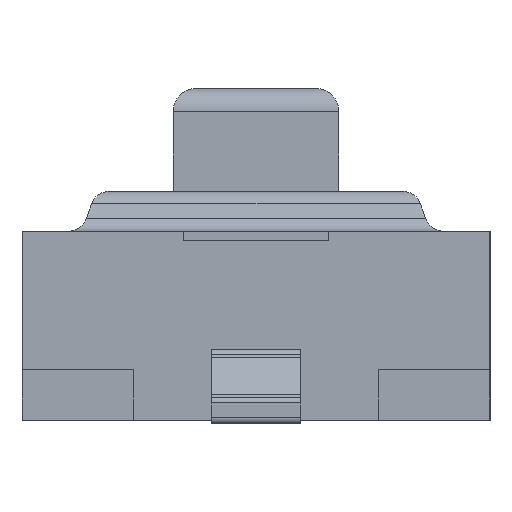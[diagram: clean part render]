
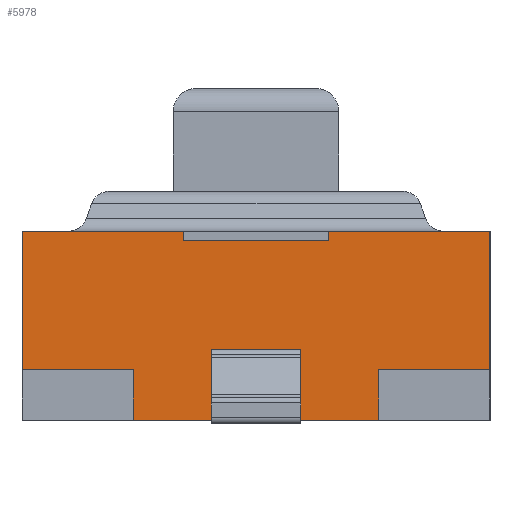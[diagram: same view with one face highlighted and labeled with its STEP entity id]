
A CAD part, left-side view. The second image highlights one B-rep face of the part: STEP entity #5978.
In plain terms, the highlighted planar face has unit normal (-1, 0, 0).
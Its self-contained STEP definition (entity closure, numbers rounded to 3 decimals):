
#433=ORIENTED_EDGE('',*,*,#1697,.T.);
#434=ORIENTED_EDGE('',*,*,#1698,.T.);
#435=ORIENTED_EDGE('',*,*,#1699,.T.);
#436=ORIENTED_EDGE('',*,*,#1700,.F.);
#437=ORIENTED_EDGE('',*,*,#1701,.T.);
#438=ORIENTED_EDGE('',*,*,#1702,.T.);
#439=ORIENTED_EDGE('',*,*,#1703,.T.);
#440=ORIENTED_EDGE('',*,*,#1704,.F.);
#441=ORIENTED_EDGE('',*,*,#1705,.F.);
#442=ORIENTED_EDGE('',*,*,#1706,.F.);
#443=ORIENTED_EDGE('',*,*,#1707,.T.);
#444=ORIENTED_EDGE('',*,*,#1708,.T.);
#445=ORIENTED_EDGE('',*,*,#1709,.F.);
#446=ORIENTED_EDGE('',*,*,#1710,.T.);
#447=ORIENTED_EDGE('',*,*,#1711,.T.);
#448=ORIENTED_EDGE('',*,*,#1712,.T.);
#1697=EDGE_CURVE('',#2329,#2330,#2749,.T.);
#1698=EDGE_CURVE('',#2330,#2331,#2750,.T.);
#1699=EDGE_CURVE('',#2331,#2332,#2751,.F.);
#1700=EDGE_CURVE('',#2329,#2332,#2752,.T.);
#1701=EDGE_CURVE('',#2333,#2334,#2753,.T.);
#1702=EDGE_CURVE('',#2334,#2335,#2754,.T.);
#1703=EDGE_CURVE('',#2335,#2336,#2755,.T.);
#1704=EDGE_CURVE('',#2337,#2336,#2756,.T.);
#1705=EDGE_CURVE('',#2338,#2337,#2757,.T.);
#1706=EDGE_CURVE('',#2339,#2338,#2758,.T.);
#1707=EDGE_CURVE('',#2339,#2340,#2759,.T.);
#1708=EDGE_CURVE('',#2340,#2341,#2760,.T.);
#1709=EDGE_CURVE('',#2342,#2341,#2761,.T.);
#1710=EDGE_CURVE('',#2342,#2343,#2762,.T.);
#1711=EDGE_CURVE('',#2343,#2344,#2763,.T.);
#1712=EDGE_CURVE('',#2344,#2333,#2764,.T.);
#2329=VERTEX_POINT('',#7427);
#2330=VERTEX_POINT('',#7428);
#2331=VERTEX_POINT('',#7430);
#2332=VERTEX_POINT('',#7432);
#2333=VERTEX_POINT('',#7435);
#2334=VERTEX_POINT('',#7436);
#2335=VERTEX_POINT('',#7438);
#2336=VERTEX_POINT('',#7440);
#2337=VERTEX_POINT('',#7442);
#2338=VERTEX_POINT('',#7444);
#2339=VERTEX_POINT('',#7446);
#2340=VERTEX_POINT('',#7448);
#2341=VERTEX_POINT('',#7450);
#2342=VERTEX_POINT('',#7452);
#2343=VERTEX_POINT('',#7454);
#2344=VERTEX_POINT('',#7456);
#2749=LINE('',#7426,#3073);
#2750=LINE('',#7429,#3074);
#2751=LINE('',#7431,#3075);
#2752=LINE('',#7433,#3076);
#2753=LINE('',#7434,#3077);
#2754=LINE('',#7437,#3078);
#2755=LINE('',#7439,#3079);
#2756=LINE('',#7441,#3080);
#2757=LINE('',#7443,#3081);
#2758=LINE('',#7445,#3082);
#2759=LINE('',#7447,#3083);
#2760=LINE('',#7449,#3084);
#2761=LINE('',#7451,#3085);
#2762=LINE('',#7453,#3086);
#2763=LINE('',#7455,#3087);
#2764=LINE('',#7457,#3088);
#3073=VECTOR('',#6553,1000.);
#3074=VECTOR('',#6554,1000.);
#3075=VECTOR('',#6555,1000.);
#3076=VECTOR('',#6556,1000.);
#3077=VECTOR('',#6557,1000.);
#3078=VECTOR('',#6558,1000.);
#3079=VECTOR('',#6559,1000.);
#3080=VECTOR('',#6560,1000.);
#3081=VECTOR('',#6561,1000.);
#3082=VECTOR('',#6562,1000.);
#3083=VECTOR('',#6563,1000.);
#3084=VECTOR('',#6564,1000.);
#3085=VECTOR('',#6565,1000.);
#3086=VECTOR('',#6566,1000.);
#3087=VECTOR('',#6567,1000.);
#3088=VECTOR('',#6568,1000.);
#3383=EDGE_LOOP('',(#433,#434,#435,#436));
#3384=EDGE_LOOP('',(#437,#438,#439,#440,#441,#442,#443,#444,#445,#446,#447,
#448));
#3665=FACE_BOUND('',#3383,.T.);
#3666=FACE_BOUND('',#3384,.T.);
#3946=PLANE('',#6265);
#5978=ADVANCED_FACE('',(#3665,#3666),#3946,.T.);
#6265=AXIS2_PLACEMENT_3D('',#7425,#6551,#6552);
#6551=DIRECTION('',(-1.,0.,0.));
#6552=DIRECTION('',(0.,0.,1.));
#6553=DIRECTION('',(0.,1.,0.));
#6554=DIRECTION('',(0.,0.,1.));
#6555=DIRECTION('',(0.,1.,0.));
#6556=DIRECTION('',(0.,0.,1.));
#6557=DIRECTION('',(0.,0.,1.));
#6558=DIRECTION('',(0.,1.,0.));
#6559=DIRECTION('',(0.,0.,-1.));
#6560=DIRECTION('',(0.,1.,0.));
#6561=DIRECTION('',(0.,0.,1.));
#6562=DIRECTION('',(0.,1.,0.));
#6563=DIRECTION('',(0.,0.,1.));
#6564=DIRECTION('',(0.,-1.,0.));
#6565=DIRECTION('',(0.,0.,-1.));
#6566=DIRECTION('',(0.,1.,0.));
#6567=DIRECTION('',(0.,0.,-1.));
#6568=DIRECTION('',(0.,1.,0.));
#7425=CARTESIAN_POINT('',(-3.023,-1.791,1.448));
#7426=CARTESIAN_POINT('',(-3.023,-1.791,0.252));
#7427=CARTESIAN_POINT('',(-3.023,-0.343,0.252));
#7428=CARTESIAN_POINT('',(-3.023,0.343,0.252));
#7429=CARTESIAN_POINT('',(-3.023,0.343,0.297));
#7430=CARTESIAN_POINT('',(-3.023,0.343,0.545));
#7431=CARTESIAN_POINT('',(-3.023,-1.791,0.545));
#7432=CARTESIAN_POINT('',(-3.023,-0.343,0.545));
#7433=CARTESIAN_POINT('',(-3.023,-0.343,0.297));
#7434=CARTESIAN_POINT('',(-3.023,0.556,1.377));
#7435=CARTESIAN_POINT('',(-3.023,0.556,1.377));
#7436=CARTESIAN_POINT('',(-3.023,0.556,1.448));
#7437=CARTESIAN_POINT('',(-3.023,-1.791,1.448));
#7438=CARTESIAN_POINT('',(-3.023,1.791,1.448));
#7439=CARTESIAN_POINT('',(-3.023,1.791,1.448));
#7440=CARTESIAN_POINT('',(-3.023,1.791,0.388));
#7441=CARTESIAN_POINT('',(-3.023,0.941,0.388));
#7442=CARTESIAN_POINT('',(-3.023,0.941,0.388));
#7443=CARTESIAN_POINT('',(-3.023,0.941,0.));
#7444=CARTESIAN_POINT('',(-3.023,0.941,0.));
#7445=CARTESIAN_POINT('',(-3.023,-1.791,0.));
#7446=CARTESIAN_POINT('',(-3.023,-0.941,0.));
#7447=CARTESIAN_POINT('',(-3.023,-0.941,0.));
#7448=CARTESIAN_POINT('',(-3.023,-0.941,0.388));
#7449=CARTESIAN_POINT('',(-3.023,-0.941,0.388));
#7450=CARTESIAN_POINT('',(-3.023,-1.791,0.388));
#7451=CARTESIAN_POINT('',(-3.023,-1.791,1.448));
#7452=CARTESIAN_POINT('',(-3.023,-1.791,1.448));
#7453=CARTESIAN_POINT('',(-3.023,-1.791,1.448));
#7454=CARTESIAN_POINT('',(-3.023,-0.556,1.448));
#7455=CARTESIAN_POINT('',(-3.023,-0.556,1.448));
#7456=CARTESIAN_POINT('',(-3.023,-0.556,1.377));
#7457=CARTESIAN_POINT('',(-3.023,-0.556,1.377));
